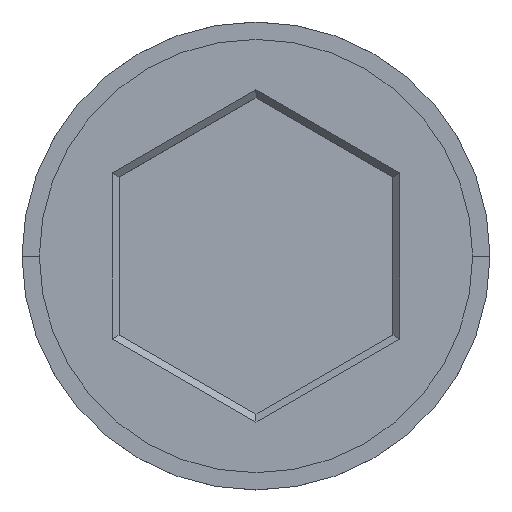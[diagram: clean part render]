
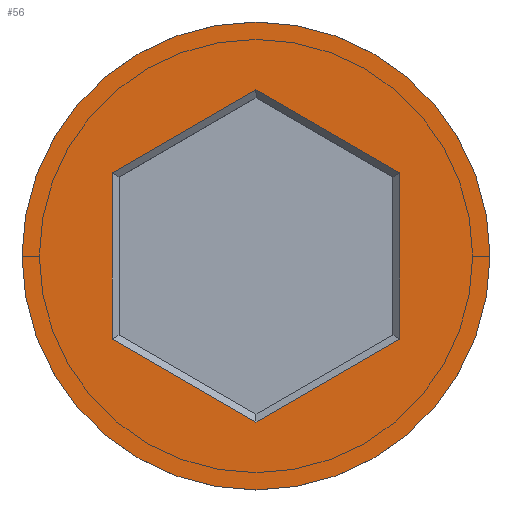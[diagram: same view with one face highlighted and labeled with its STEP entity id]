
A CAD part, top view. The second image highlights one B-rep face of the part: STEP entity #56.
In plain terms, the highlighted planar face has unit normal (0, 0, 1).
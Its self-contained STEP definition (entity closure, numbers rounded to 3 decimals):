
#44 = DIRECTION ( 'NONE',  ( -0.866, -0.5, 0. ) ) ;
#47 = CARTESIAN_POINT ( 'NONE',  ( 0., 0., 0. ) ) ;
#56 = ADVANCED_FACE ( 'NONE', ( #931, #806 ), #782, .T. ) ;
#70 = LINE ( 'NONE', #549, #283 ) ;
#104 = LINE ( 'NONE', #213, #1234 ) ;
#136 = EDGE_LOOP ( 'NONE', ( #247, #1139, #960, #1328, #1081, #822 ) ) ;
#140 = CARTESIAN_POINT ( 'NONE',  ( 0., 0., 0. ) ) ;
#143 = EDGE_CURVE ( 'NONE', #1495, #594, #104, .T. ) ;
#159 = EDGE_CURVE ( 'NONE', #802, #1325, #1558, .T. ) ;
#211 = CARTESIAN_POINT ( 'NONE',  ( 4.15, -2.281, 0. ) ) ;
#213 = CARTESIAN_POINT ( 'NONE',  ( 4.05, 2.454, 0. ) ) ;
#247 = ORIENTED_EDGE ( 'NONE', *, *, #159, .T. ) ;
#274 = LINE ( 'NONE', #1358, #479 ) ;
#283 = VECTOR ( 'NONE', #44, 1000. ) ;
#298 = CARTESIAN_POINT ( 'NONE',  ( -4.15, -2.396, 0. ) ) ;
#306 = VERTEX_POINT ( 'NONE', #501 ) ;
#324 = DIRECTION ( 'NONE',  ( 1., 0., 0. ) ) ;
#348 = VERTEX_POINT ( 'NONE', #976 ) ;
#418 = EDGE_CURVE ( 'NONE', #306, #802, #70, .T. ) ;
#447 = ORIENTED_EDGE ( 'NONE', *, *, #1522, .T. ) ;
#476 = DIRECTION ( 'NONE',  ( 0.866, -0.5, 0. ) ) ;
#479 = VECTOR ( 'NONE', #1229, 1000. ) ;
#481 = VECTOR ( 'NONE', #1470, 1000. ) ;
#501 = CARTESIAN_POINT ( 'NONE',  ( 4.15, -2.396, 0. ) ) ;
#507 = AXIS2_PLACEMENT_3D ( 'NONE', #754, #591, #1080 ) ;
#549 = CARTESIAN_POINT ( 'NONE',  ( 0.1, -4.734, 0. ) ) ;
#591 = DIRECTION ( 'NONE',  ( 0., 0., 1. ) ) ;
#594 = VERTEX_POINT ( 'NONE', #1580 ) ;
#595 = DIRECTION ( 'NONE',  ( -0.866, 0.5, 0. ) ) ;
#597 = VERTEX_POINT ( 'NONE', #1067 ) ;
#601 = CARTESIAN_POINT ( 'NONE',  ( 0., -4.792, 0. ) ) ;
#618 = CARTESIAN_POINT ( 'NONE',  ( 0., 4.792, 0. ) ) ;
#680 = EDGE_CURVE ( 'NONE', #1325, #597, #274, .T. ) ;
#749 = DIRECTION ( 'NONE',  ( 0., 0., 1. ) ) ;
#754 = CARTESIAN_POINT ( 'NONE',  ( 0., 0., 0. ) ) ;
#763 = AXIS2_PLACEMENT_3D ( 'NONE', #47, #1421, #324 ) ;
#782 = PLANE ( 'NONE',  #763 ) ;
#802 = VERTEX_POINT ( 'NONE', #601 ) ;
#806 = FACE_OUTER_BOUND ( 'NONE', #1425, .T. ) ;
#807 = VERTEX_POINT ( 'NONE', #1089 ) ;
#822 = ORIENTED_EDGE ( 'NONE', *, *, #418, .T. ) ;
#827 = CARTESIAN_POINT ( 'NONE',  ( -4.05, -2.454, 0. ) ) ;
#831 = LINE ( 'NONE', #211, #1591 ) ;
#931 = FACE_BOUND ( 'NONE', #136, .T. ) ;
#960 = ORIENTED_EDGE ( 'NONE', *, *, #1173, .T. ) ;
#976 = CARTESIAN_POINT ( 'NONE',  ( 6.75, 0., 0. ) ) ;
#996 = CARTESIAN_POINT ( 'NONE',  ( -0.1, 4.734, 0. ) ) ;
#1009 = EDGE_CURVE ( 'NONE', #594, #306, #831, .T. ) ;
#1022 = AXIS2_PLACEMENT_3D ( 'NONE', #140, #749, #1579 ) ;
#1067 = CARTESIAN_POINT ( 'NONE',  ( -4.15, 2.396, 0. ) ) ;
#1080 = DIRECTION ( 'NONE',  ( 1., 0., 0. ) ) ;
#1081 = ORIENTED_EDGE ( 'NONE', *, *, #1009, .T. ) ;
#1089 = CARTESIAN_POINT ( 'NONE',  ( -6.75, 0., 0. ) ) ;
#1091 = ORIENTED_EDGE ( 'NONE', *, *, #1248, .T. ) ;
#1139 = ORIENTED_EDGE ( 'NONE', *, *, #680, .T. ) ;
#1173 = EDGE_CURVE ( 'NONE', #597, #1495, #1455, .T. ) ;
#1229 = DIRECTION ( 'NONE',  ( 0., 1., 0. ) ) ;
#1234 = VECTOR ( 'NONE', #476, 1000. ) ;
#1248 = EDGE_CURVE ( 'NONE', #807, #348, #1564, .T. ) ;
#1325 = VERTEX_POINT ( 'NONE', #298 ) ;
#1328 = ORIENTED_EDGE ( 'NONE', *, *, #143, .T. ) ;
#1358 = CARTESIAN_POINT ( 'NONE',  ( -4.15, 2.281, 0. ) ) ;
#1421 = DIRECTION ( 'NONE',  ( 0., 0., 1. ) ) ;
#1425 = EDGE_LOOP ( 'NONE', ( #447, #1091 ) ) ;
#1429 = DIRECTION ( 'NONE',  ( 0., -1., 0. ) ) ;
#1431 = VECTOR ( 'NONE', #595, 1000. ) ;
#1455 = LINE ( 'NONE', #996, #481 ) ;
#1463 = CIRCLE ( 'NONE', #1022, 6.75 ) ;
#1470 = DIRECTION ( 'NONE',  ( 0.866, 0.5, 0. ) ) ;
#1495 = VERTEX_POINT ( 'NONE', #618 ) ;
#1522 = EDGE_CURVE ( 'NONE', #348, #807, #1463, .T. ) ;
#1558 = LINE ( 'NONE', #827, #1431 ) ;
#1564 = CIRCLE ( 'NONE', #507, 6.75 ) ;
#1579 = DIRECTION ( 'NONE',  ( 1., 0., 0. ) ) ;
#1580 = CARTESIAN_POINT ( 'NONE',  ( 4.15, 2.396, 0. ) ) ;
#1591 = VECTOR ( 'NONE', #1429, 1000. ) ;
